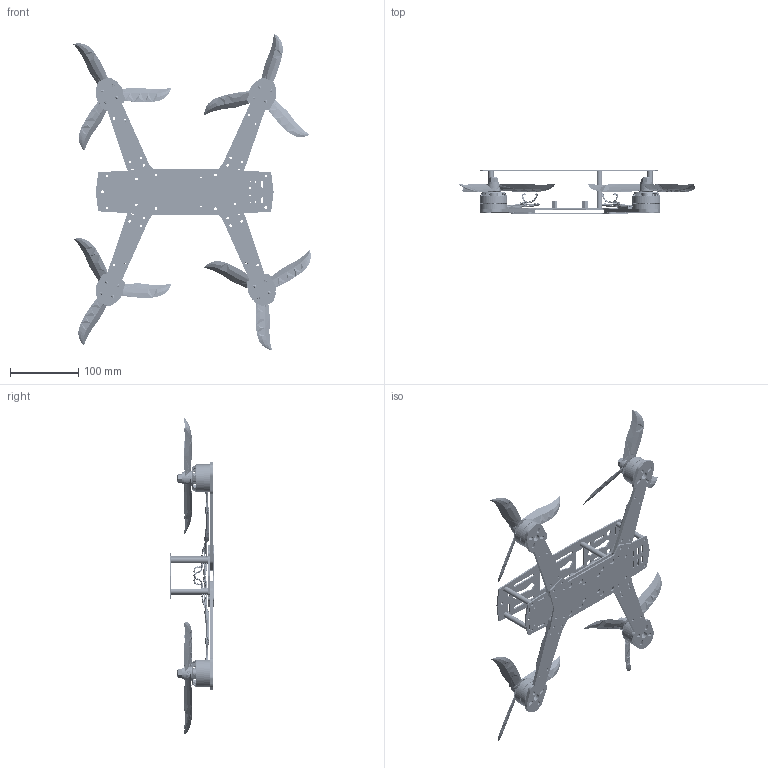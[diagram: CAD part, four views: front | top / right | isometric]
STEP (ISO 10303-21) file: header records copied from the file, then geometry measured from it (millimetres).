
FILE_DESCRIPTION(('FreeCAD Model'),'2;1');
FILE_NAME('Open CASCADE Shape Model','2025-04-26T22:14:33',('FreeCAD'),( 'FreeCAD'),'Open CASCADE STEP processor 7.6','FreeCAD','Unknown');
FILE_SCHEMA(('AUTOMOTIVE_DESIGN { 1 0 10303 214 1 1 1 1 }'));
Products named in the file (1): Open CASCADE STEP translator 7.6 1
Bounding box: 348.97 x 64.76 x 464.85 mm (x, y, z)
Volume: 310519.5 mm3; surface area: 308966.5 mm2
Topology: 197 solids, 197 shells, 10980 faces, 29098 edges, 18504 vertices
Faces by surface type: bspline 10980
Entity records: 450860 total; most frequent: CARTESIAN_POINT 282225, ORIENTED_EDGE 57700, EDGE_CURVE 28850, B_SPLINE_CURVE_WITH_KNOTS 21114, VERTEX_POINT 18504, FACE_BOUND 12234, EDGE_LOOP 12234, ADVANCED_FACE 10980
